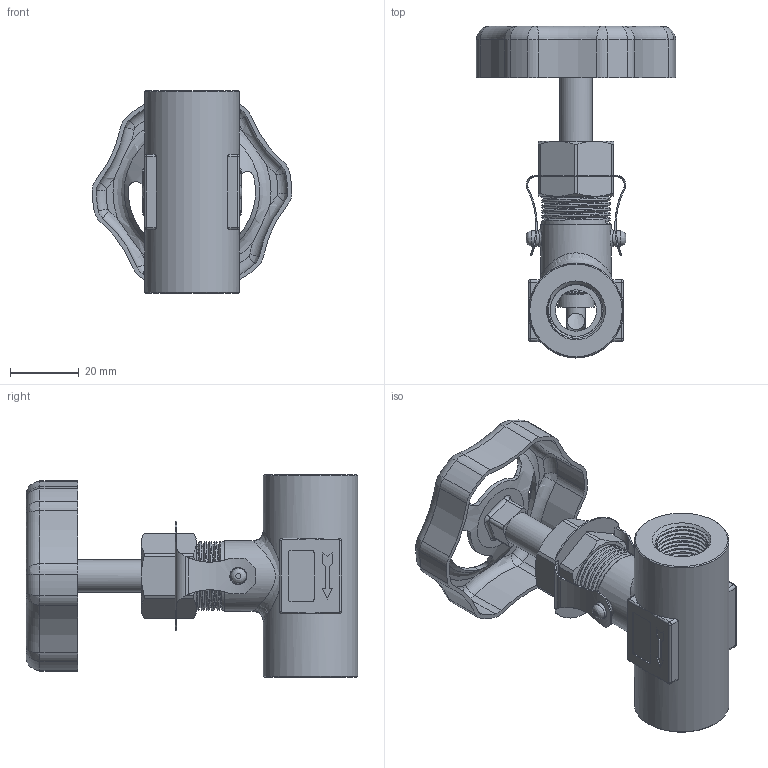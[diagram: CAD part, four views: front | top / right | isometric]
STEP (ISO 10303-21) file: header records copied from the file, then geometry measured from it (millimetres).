
FILE_DESCRIPTION(/* description */ ('316-3/8-阀体'),/* implementation_level */ '2;1');
FILE_NAME(/* name */ 'Q232-10MM.stp',/* time_stamp */ '2020-10-15T16:45:31+08:00',/* author */ ('Administrator'),/* organization */ (''),/* preprocessor_version */ 'ST-DEVELOPER v15.6',/* originating_system */ 'Autodesk Inventor 2015',/* authorisation */ '');
FILE_SCHEMA (('AUTOMOTIVE_DESIGN { 1 0 10303 214 3 1 1 }'));
Products named in the file (11): 316-10mm-阀体; 316-15mm-丝杆; 14x9.6x1.5垫片; 14.5x9.6x9.5填料; 14x9.6x8铜衬套; M20x1.5六角帽; 316-定位卡子; 316-铁皮拉伸手轮; M6xH4.5螺母; 12x5x0.5 gasket; 316-10MM
Bounding box: 57.99 x 96.5 x 59 mm (x, y, z)
Volume: 47549.3 mm3; surface area: 32791.8 mm2
Topology: 10 solids, 10 shells, 509 faces, 1321 edges, 838 vertices
Faces by surface type: cylinder 208, plane 145, bspline 77, cone 48, torus 31
Full cylindrical faces by diameter (mm): 4.5 x2, 5 x5, 5.5 x1, 6 x5, 8.7 x1, 9.5 x2, 9.6 x2, 10 x1, 10.6 x1, 12 x1, 14 x2, 14.5 x1, 14.6 x1, 15.1 x22, 18.5 x7, 20 x9, 20.5 x1, 27.5 x1
Entity records: 35409 total; most frequent: CARTESIAN_POINT 24792, ORIENTED_EDGE 2196, DIRECTION 2112, EDGE_CURVE 1098, AXIS2_PLACEMENT_3D 876, VERTEX_POINT 718, EDGE_LOOP 554, FACE_OUTER_BOUND 462
